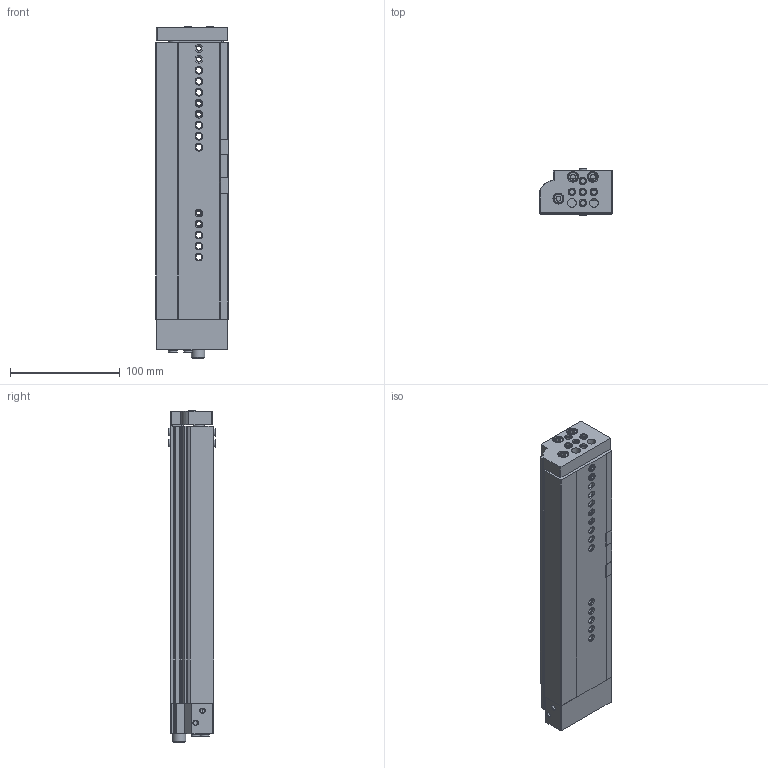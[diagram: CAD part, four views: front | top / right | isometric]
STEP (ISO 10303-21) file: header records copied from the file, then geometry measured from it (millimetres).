
FILE_DESCRIPTION(/* description */ ('STEP AP214'),/* implementation_level */ '2;1');
FILE_NAME(/* name */ '570194_DGSL-16-150-EA',/* time_stamp */ '2024-08-14T14:12:53+02:00',/* author */ ('License CC BY-ND 4.0'),/* organization */ ('CADENAS'),/* preprocessor_version */ 'ST-DEVELOPER v19.3',/* originating_system */ 'PARTsolutions',/* authorisation */ ' ');
FILE_SCHEMA (('AUTOMOTIVE_DESIGN {1 0 10303 214 3 1 1}'));
Length unit declared in the file: millimetre
Products named in the file (8): 570194 DGSL-16-150-EA---(0); DGSL-16---(150-0-0-40-zr); 1184683 DYEF-S-M12-Y1; 174308 B-M5-B; 686787 DGSL-16-AS; 686803 DGSL-16-AS; DGSL-16---(150-0-JP); 8146544 ZBH-7-B
Assembly tree (14 placements, depth 2):
  570194 DGSL-16-150-EA---(0)
    DGSL-16---(150-0-0-40-zr)
    1184683 DYEF-S-M12-Y1  x2
    174308 B-M5-B  x2
    686787 DGSL-16-AS
    686803 DGSL-16-AS
    DGSL-16---(150-0-JP)
    8146544 ZBH-7-B  x6
Bounding box: 66 x 42.58 x 302.29 mm (x, y, z)
Volume: 537949.4 mm3; surface area: 159362.6 mm2
Topology: 14 solids, 14 shells, 736 faces, 1797 edges, 1168 vertices
Faces by surface type: plane 391, cylinder 241, cone 83, torus 21
Full cylindrical faces by diameter (mm): 2.459 x1, 4.134 x23, 5 x4, 5.5 x9, 7 x29, 7.2 x2, 7.6 x3, 7.8 x2, 8 x9, 8.5 x7, 9 x18, 10 x7, 10.07 x2, 10.917 x2, 12 x2, 20 x2
Entity records: 19060 total; most frequent: CARTESIAN_POINT 3398, DIRECTION 3267, ORIENTED_EDGE 2848, EDGE_CURVE 1424, AXIS2_PLACEMENT_3D 1230, VERTEX_POINT 1048, FACE_BOUND 1026, EDGE_LOOP 1019
